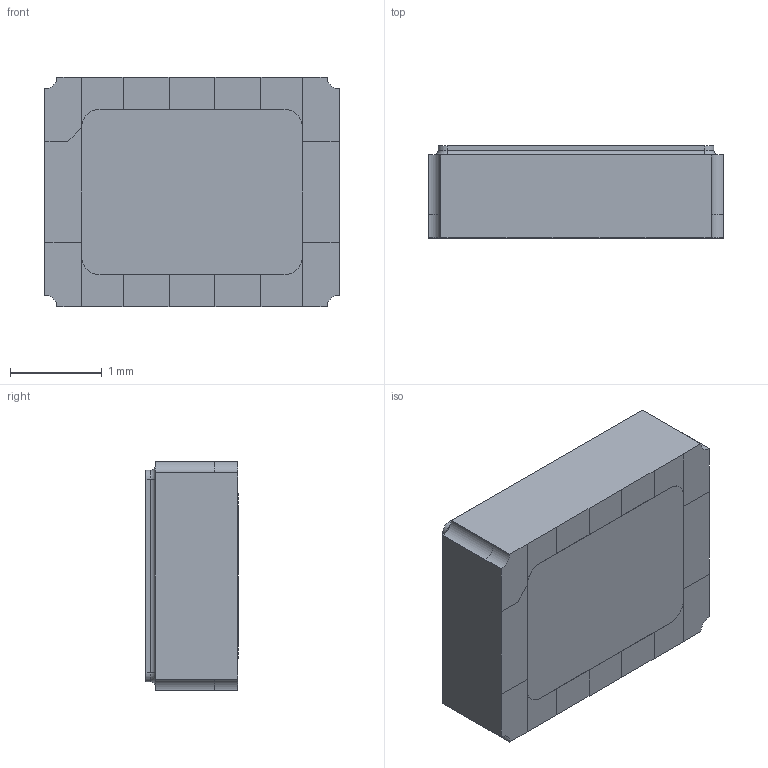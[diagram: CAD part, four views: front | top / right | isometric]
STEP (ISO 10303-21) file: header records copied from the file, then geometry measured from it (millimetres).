
FILE_DESCRIPTION (( 'STEP AP214' ), '1' );
FILE_NAME ('AB-RTCMK-32.768kHz.STEP', '2012-09-20T10:41:44', ( '' ), ( '' ), 'SwSTEP 2.0', 'SolidWorks 2012', '' );
FILE_SCHEMA (( 'AUTOMOTIVE_DESIGN' ));
Length unit declared in the file: millimetre
Products named in the file (1): AB-RTCMK-32.768kHz
Bounding box: 3.2 x 1 x 2.5 mm (x, y, z)
Volume: 7.9 mm3; surface area: 35.4 mm2
Topology: 2 solids, 2 shells, 174 faces, 463 edges, 306 vertices
Faces by surface type: plane 127, bspline 23, cylinder 20, torus 4
Entity records: 7951 total; most frequent: CARTESIAN_POINT 2447, ORIENTED_EDGE 926, DIRECTION 761, EDGE_CURVE 463, VECTOR 377, LINE 377, VERTEX_POINT 306, AXIS2_PLACEMENT_3D 192
